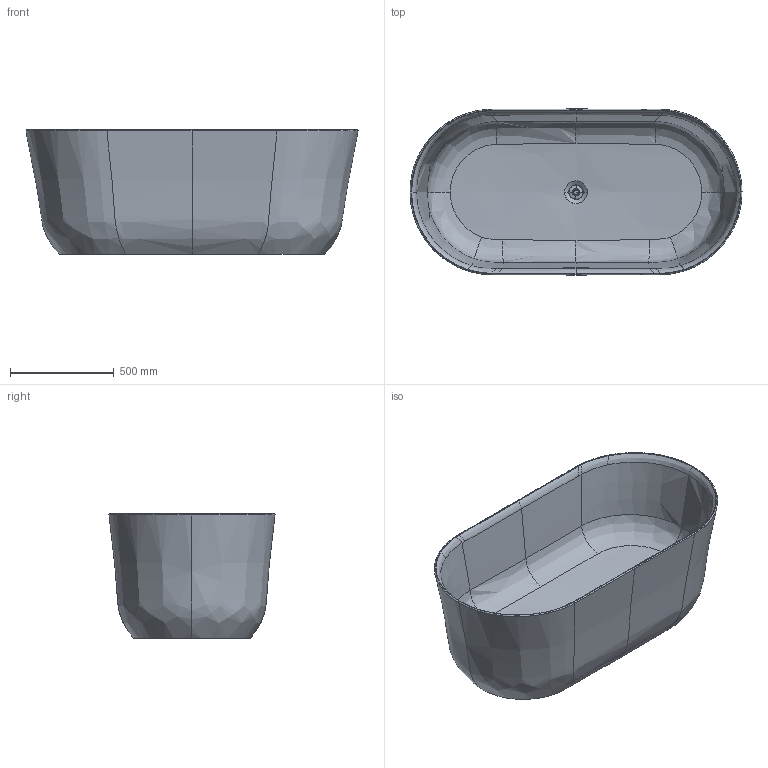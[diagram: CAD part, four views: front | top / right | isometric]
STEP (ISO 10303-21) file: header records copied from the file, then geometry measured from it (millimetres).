
FILE_DESCRIPTION(/* description */ (''),/* implementation_level */ '2;1');
FILE_NAME(/* name */ '700516',/* time_stamp */ '2022-02-10T09:35:51+01:00',/* author */ (''),/* organization */ (''),/* preprocessor_version */ 'ST-DEVELOPER v15',/* originating_system */ '',/* authorisation */ '');
FILE_SCHEMA (('AUTOMOTIVE_DESIGN'));
Length unit declared in the file: millimetre
Products named in the file (1): Document
Bounding box: 1600.43 x 800.41 x 600.01 mm (x, y, z)
Volume: 71339973.1 mm3; surface area: 6627093.7 mm2
Topology: 3 solids, 3 shells, 277 faces, 651 edges, 378 vertices
Faces by surface type: bspline 252, plane 25
Entity records: 57977 total; most frequent: CARTESIAN_POINT 54147, ORIENTED_EDGE 1294, EDGE_CURVE 647, B_SPLINE_CURVE_WITH_KNOTS 431, VERTEX_POINT 378, EDGE_LOOP 289, ADVANCED_FACE 277, FACE_OUTER_BOUND 277
